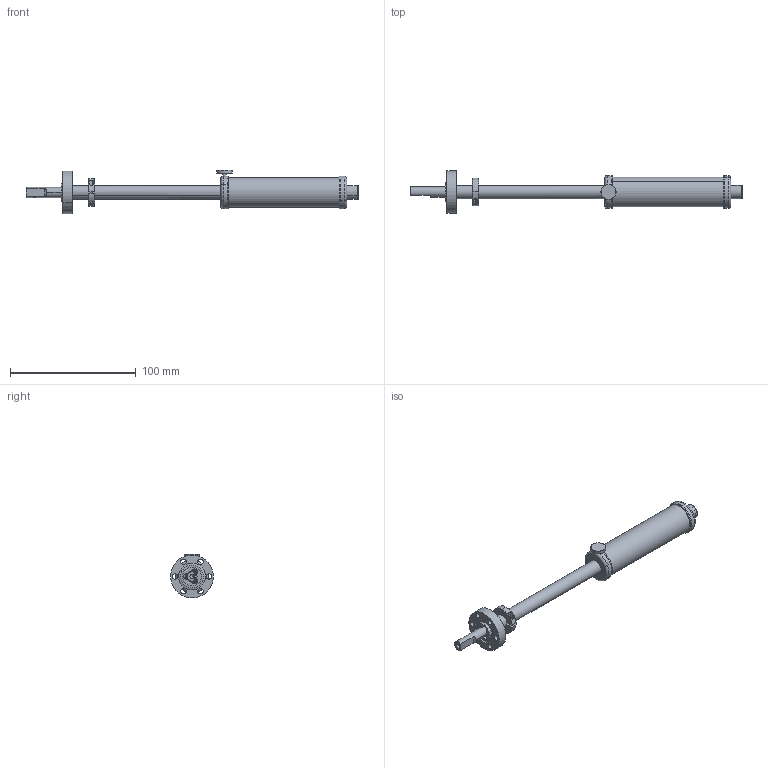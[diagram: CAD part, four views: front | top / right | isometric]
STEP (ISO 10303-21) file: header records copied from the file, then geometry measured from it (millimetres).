
FILE_DESCRIPTION(('CATIA V5 STEP Exchange','CAx-IF Rec.Pracs.--- Model Styling and Organization---1.2---2011-12-15'),'2;1');
FILE_NAME('MD16HT-0100-0030.stp','2020-02-24T16:32:59+00:00',('none'),('none'),'CATIA Version 5 Release 21 SP 6 (IN-10)','CATIA V5 STEP AP214','none');
FILE_SCHEMA(('AUTOMOTIVE_DESIGN { 1 0 10303 214 1 1 1 1 }'));
Length unit declared in the file: millimetre
Products named in the file (1): MD16HT-0100-0030
Bounding box: 263.6 x 33.99 x 34.75 mm (x, y, z)
Volume: 47908.2 mm3; surface area: 37808 mm2
Topology: 1 solids, 18 shells, 547 faces, 1265 edges, 748 vertices
Faces by surface type: plane 265, cylinder 172, cone 96, torus 14
Entity records: 13909 total; most frequent: CARTESIAN_POINT 2691, ORIENTED_EDGE 2478, DIRECTION 1727, EDGE_CURVE 1239, AXIS2_PLACEMENT_3D 808, VERTEX_POINT 748, VECTOR 648, LINE 648
